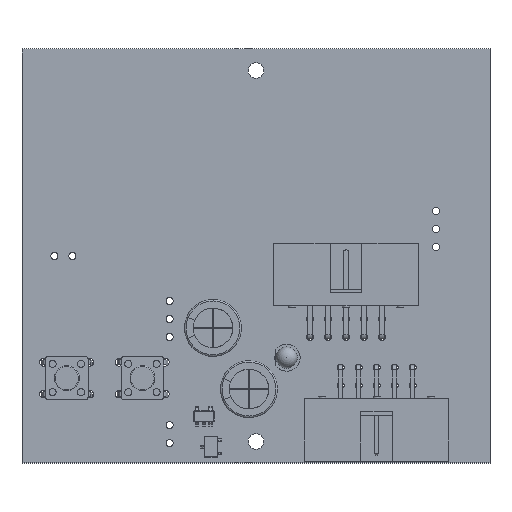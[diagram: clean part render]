
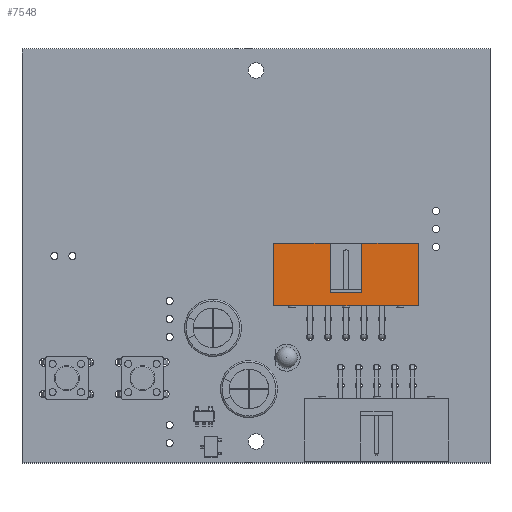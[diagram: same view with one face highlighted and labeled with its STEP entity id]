
A CAD part, top view. The second image highlights one B-rep face of the part: STEP entity #7548.
In plain terms, the highlighted planar face has unit normal (0, 0, 1).
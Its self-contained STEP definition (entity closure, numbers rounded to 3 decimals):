
#7548 = ADVANCED_FACE('',(#7549),#7615,.T.);
#7549 = FACE_BOUND('',#7550,.T.);
#7550 = EDGE_LOOP('',(#7551,#7561,#7569,#7577,#7585,#7593,#7601,#7609));
#7551 = ORIENTED_EDGE('',*,*,#7552,.F.);
#7552 = EDGE_CURVE('',#7553,#7555,#7557,.T.);
#7553 = VERTEX_POINT('',#7554);
#7554 = CARTESIAN_POINT('',(4.38,5.1,9.095));
#7555 = VERTEX_POINT('',#7556);
#7556 = CARTESIAN_POINT('',(13.23,5.1,9.095));
#7557 = LINE('',#7558,#7559);
#7558 = CARTESIAN_POINT('',(4.38,5.1,9.095));
#7559 = VECTOR('',#7560,1.);
#7560 = DIRECTION('',(1.,0.,0.));
#7561 = ORIENTED_EDGE('',*,*,#7562,.T.);
#7562 = EDGE_CURVE('',#7553,#7563,#7565,.T.);
#7563 = VERTEX_POINT('',#7564);
#7564 = CARTESIAN_POINT('',(4.38,-15.26,9.095));
#7565 = LINE('',#7566,#7567);
#7566 = CARTESIAN_POINT('',(4.38,5.1,9.095));
#7567 = VECTOR('',#7568,1.);
#7568 = DIRECTION('',(0.,-1.,0.));
#7569 = ORIENTED_EDGE('',*,*,#7570,.T.);
#7570 = EDGE_CURVE('',#7563,#7571,#7573,.T.);
#7571 = VERTEX_POINT('',#7572);
#7572 = CARTESIAN_POINT('',(13.23,-15.26,9.095));
#7573 = LINE('',#7574,#7575);
#7574 = CARTESIAN_POINT('',(6.73,-15.26,9.095));
#7575 = VECTOR('',#7576,1.);
#7576 = DIRECTION('',(1.,0.,0.));
#7577 = ORIENTED_EDGE('',*,*,#7578,.F.);
#7578 = EDGE_CURVE('',#7579,#7571,#7581,.T.);
#7579 = VERTEX_POINT('',#7580);
#7580 = CARTESIAN_POINT('',(13.23,-7.33,9.095));
#7581 = LINE('',#7582,#7583);
#7582 = CARTESIAN_POINT('',(13.23,5.1,9.095));
#7583 = VECTOR('',#7584,1.);
#7584 = DIRECTION('',(0.,-1.,0.));
#7585 = ORIENTED_EDGE('',*,*,#7586,.T.);
#7586 = EDGE_CURVE('',#7579,#7587,#7589,.T.);
#7587 = VERTEX_POINT('',#7588);
#7588 = CARTESIAN_POINT('',(6.23,-7.33,9.095));
#7589 = LINE('',#7590,#7591);
#7590 = CARTESIAN_POINT('',(7.518,-7.33,9.095));
#7591 = VECTOR('',#7592,1.);
#7592 = DIRECTION('',(-1.,0.,0.));
#7593 = ORIENTED_EDGE('',*,*,#7594,.T.);
#7594 = EDGE_CURVE('',#7587,#7595,#7597,.T.);
#7595 = VERTEX_POINT('',#7596);
#7596 = CARTESIAN_POINT('',(6.23,-2.83,9.095));
#7597 = LINE('',#7598,#7599);
#7598 = CARTESIAN_POINT('',(6.23,-5.08,9.095));
#7599 = VECTOR('',#7600,1.);
#7600 = DIRECTION('',(0.,1.,0.));
#7601 = ORIENTED_EDGE('',*,*,#7602,.T.);
#7602 = EDGE_CURVE('',#7595,#7603,#7605,.T.);
#7603 = VERTEX_POINT('',#7604);
#7604 = CARTESIAN_POINT('',(13.23,-2.83,9.095));
#7605 = LINE('',#7606,#7607);
#7606 = CARTESIAN_POINT('',(7.518,-2.83,9.095));
#7607 = VECTOR('',#7608,1.);
#7608 = DIRECTION('',(1.,0.,0.));
#7609 = ORIENTED_EDGE('',*,*,#7610,.F.);
#7610 = EDGE_CURVE('',#7555,#7603,#7611,.T.);
#7611 = LINE('',#7612,#7613);
#7612 = CARTESIAN_POINT('',(13.23,5.1,9.095));
#7613 = VECTOR('',#7614,1.);
#7614 = DIRECTION('',(0.,-1.,0.));
#7615 = PLANE('',#7616);
#7616 = AXIS2_PLACEMENT_3D('',#7617,#7618,#7619);
#7617 = CARTESIAN_POINT('',(8.805,-5.08,9.095));
#7618 = DIRECTION('',(0.,0.,1.));
#7619 = DIRECTION('',(-1.,0.,0.));
